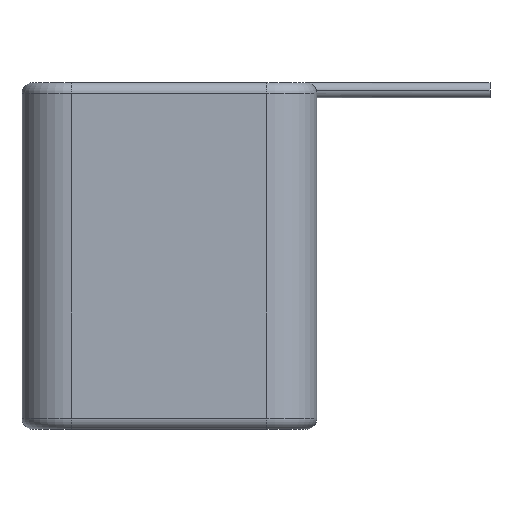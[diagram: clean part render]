
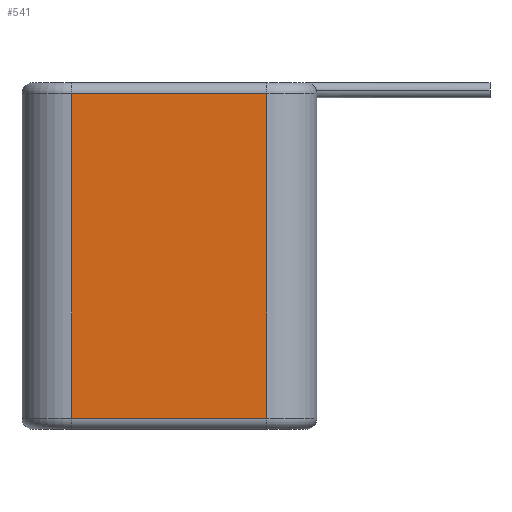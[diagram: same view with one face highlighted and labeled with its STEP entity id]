
A CAD part, top view. The second image highlights one B-rep face of the part: STEP entity #541.
In plain terms, the highlighted planar face has unit normal (0, 0, 1).
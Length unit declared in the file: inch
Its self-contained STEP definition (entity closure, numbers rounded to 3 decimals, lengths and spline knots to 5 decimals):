
#14 = EDGE_CURVE ( 'NONE', #78, #158, #603, .T. ) ;
#51 = EDGE_CURVE ( 'NONE', #79, #78, #655, .T. ) ;
#53 = EDGE_CURVE ( 'NONE', #88, #79, #645, .T. ) ;
#64 = EDGE_CURVE ( 'NONE', #158, #88, #677, .T. ) ;
#78 = VERTEX_POINT ( 'NONE', #280 ) ;
#79 = VERTEX_POINT ( 'NONE', #290 ) ;
#88 = VERTEX_POINT ( 'NONE', #292 ) ;
#124 = CARTESIAN_POINT ( 'NONE',  ( 0.85, 0.9375, 0.575 ) ) ;
#126 = DIRECTION ( 'NONE',  ( -1., 0., 0. ) ) ;
#158 = VERTEX_POINT ( 'NONE', #318 ) ;
#253 = CARTESIAN_POINT ( 'NONE',  ( 0.5625, 1., 0.575 ) ) ;
#254 = DIRECTION ( 'NONE',  ( 0., 1., 0. ) ) ;
#258 = CARTESIAN_POINT ( 'NONE',  ( 0.85, -0.9375, 0.575 ) ) ;
#259 = DIRECTION ( 'NONE',  ( 1., 0., 0. ) ) ;
#275 = CARTESIAN_POINT ( 'NONE',  ( -0.5625, 1., 0.575 ) ) ;
#280 = CARTESIAN_POINT ( 'NONE',  ( 0.5625, 0.9375, 0.575 ) ) ;
#284 = DIRECTION ( 'NONE',  ( 0., -1., 0. ) ) ;
#290 = CARTESIAN_POINT ( 'NONE',  ( 0.5625, -0.9375, 0.575 ) ) ;
#292 = CARTESIAN_POINT ( 'NONE',  ( -0.5625, -0.9375, 0.575 ) ) ;
#318 = CARTESIAN_POINT ( 'NONE',  ( -0.5625, 0.9375, 0.575 ) ) ;
#323 = CARTESIAN_POINT ( 'NONE',  ( 0.85, 1., 0.575 ) ) ;
#324 = PLANE ( 'NONE',  #1037 ) ;
#330 = DIRECTION ( 'NONE',  ( 0., 0., -1. ) ) ;
#331 = DIRECTION ( 'NONE',  ( -1., 0., 0. ) ) ;
#541 = ADVANCED_FACE ( 'NONE', ( #684 ), #324, .F. ) ;
#575 = EDGE_LOOP ( 'NONE', ( #831, #823, #598, #830 ) ) ;
#598 = ORIENTED_EDGE ( 'NONE', *, *, #64, .T. ) ;
#603 = LINE ( 'NONE', #124, #604 ) ;
#604 = VECTOR ( 'NONE', #126, 39.37008 ) ;
#645 = LINE ( 'NONE', #258, #649 ) ;
#649 = VECTOR ( 'NONE', #259, 39.37008 ) ;
#655 = LINE ( 'NONE', #253, #656 ) ;
#656 = VECTOR ( 'NONE', #254, 39.37008 ) ;
#664 = VECTOR ( 'NONE', #284, 39.37008 ) ;
#677 = LINE ( 'NONE', #275, #664 ) ;
#684 = FACE_OUTER_BOUND ( 'NONE', #575, .T. ) ;
#823 = ORIENTED_EDGE ( 'NONE', *, *, #14, .T. ) ;
#830 = ORIENTED_EDGE ( 'NONE', *, *, #53, .T. ) ;
#831 = ORIENTED_EDGE ( 'NONE', *, *, #51, .T. ) ;
#1037 = AXIS2_PLACEMENT_3D ( 'NONE', #323, #330, #331 ) ;
